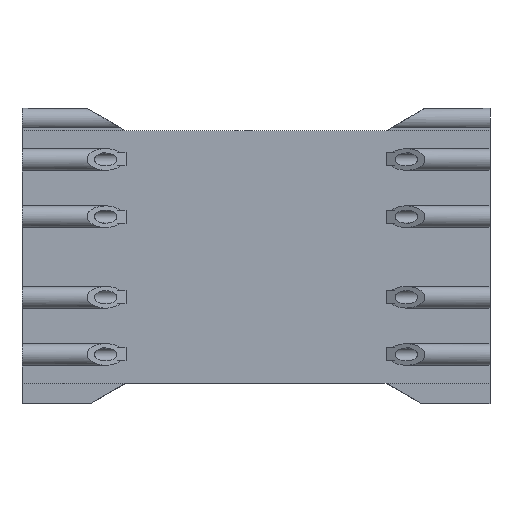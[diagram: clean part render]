
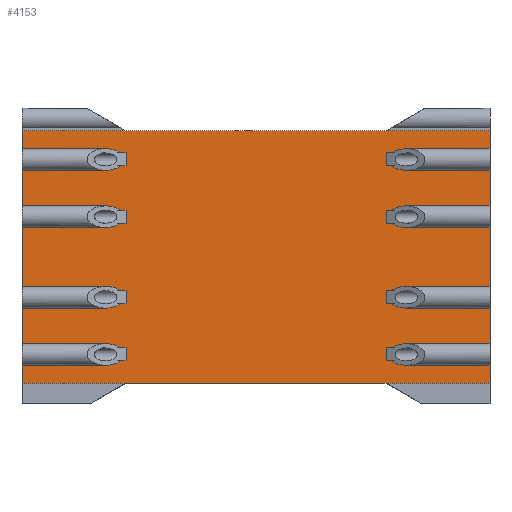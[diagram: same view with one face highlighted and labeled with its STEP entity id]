
A CAD part, front view. The second image highlights one B-rep face of the part: STEP entity #4153.
In plain terms, the highlighted planar face has unit normal (0, -1, 0).
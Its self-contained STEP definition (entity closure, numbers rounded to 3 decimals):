
#335=FACE_OUTER_BOUND('',#559,.T.);
#559=EDGE_LOOP('',(#3464,#3465,#3466,#3467,#3468,#3469,#3470,#3471,#3472,
#3473,#3474,#3475,#3476,#3477,#3478,#3479,#3480,#3481,#3482,#3483,#3484,
#3485,#3486,#3487,#3488,#3489,#3490,#3491,#3492,#3493,#3494,#3495,#3496,
#3497,#3498,#3499));
#676=LINE('',#5670,#1149);
#679=LINE('',#5681,#1152);
#682=LINE('',#5692,#1155);
#685=LINE('',#5703,#1158);
#689=LINE('',#5717,#1162);
#692=LINE('',#5728,#1165);
#695=LINE('',#5739,#1168);
#698=LINE('',#5750,#1171);
#749=LINE('',#5894,#1222);
#751=LINE('',#5901,#1224);
#755=LINE('',#5908,#1228);
#757=LINE('',#5915,#1230);
#761=LINE('',#5922,#1234);
#763=LINE('',#5929,#1236);
#767=LINE('',#5936,#1240);
#769=LINE('',#5943,#1242);
#914=LINE('',#6353,#1387);
#1068=LINE('',#6729,#1541);
#1070=LINE('',#6736,#1543);
#1074=LINE('',#6743,#1547);
#1076=LINE('',#6750,#1549);
#1080=LINE('',#6757,#1553);
#1082=LINE('',#6764,#1555);
#1086=LINE('',#6771,#1559);
#1088=LINE('',#6778,#1561);
#1090=LINE('',#6783,#1563);
#1091=LINE('',#6784,#1564);
#1092=LINE('',#6785,#1565);
#1093=LINE('',#6786,#1566);
#1094=LINE('',#6787,#1567);
#1095=LINE('',#6788,#1568);
#1096=LINE('',#6789,#1569);
#1097=LINE('',#6790,#1570);
#1098=LINE('',#6791,#1571);
#1099=LINE('',#6792,#1572);
#1100=LINE('',#6793,#1573);
#1149=VECTOR('',#4530,10.);
#1152=VECTOR('',#4539,10.);
#1155=VECTOR('',#4548,10.);
#1158=VECTOR('',#4557,10.);
#1162=VECTOR('',#4569,10.);
#1165=VECTOR('',#4578,10.);
#1168=VECTOR('',#4587,10.);
#1171=VECTOR('',#4596,10.);
#1222=VECTOR('',#4715,10.);
#1224=VECTOR('',#4723,10.);
#1228=VECTOR('',#4729,10.);
#1230=VECTOR('',#4737,10.);
#1234=VECTOR('',#4743,10.);
#1236=VECTOR('',#4751,10.);
#1240=VECTOR('',#4757,10.);
#1242=VECTOR('',#4765,10.);
#1387=VECTOR('',#5136,10.);
#1541=VECTOR('',#5490,10.);
#1543=VECTOR('',#5498,10.);
#1547=VECTOR('',#5504,10.);
#1549=VECTOR('',#5512,10.);
#1553=VECTOR('',#5518,10.);
#1555=VECTOR('',#5526,10.);
#1559=VECTOR('',#5532,10.);
#1561=VECTOR('',#5540,10.);
#1563=VECTOR('',#5544,10.);
#1564=VECTOR('',#5545,10.);
#1565=VECTOR('',#5546,10.);
#1566=VECTOR('',#5547,10.);
#1567=VECTOR('',#5548,10.);
#1568=VECTOR('',#5549,10.);
#1569=VECTOR('',#5550,10.);
#1570=VECTOR('',#5551,10.);
#1571=VECTOR('',#5552,10.);
#1572=VECTOR('',#5553,10.);
#1573=VECTOR('',#5554,10.);
#1621=VERTEX_POINT('',#5666);
#1623=VERTEX_POINT('',#5669);
#1626=VERTEX_POINT('',#5677);
#1628=VERTEX_POINT('',#5680);
#1631=VERTEX_POINT('',#5688);
#1633=VERTEX_POINT('',#5691);
#1636=VERTEX_POINT('',#5699);
#1638=VERTEX_POINT('',#5702);
#1642=VERTEX_POINT('',#5711);
#1644=VERTEX_POINT('',#5715);
#1647=VERTEX_POINT('',#5722);
#1649=VERTEX_POINT('',#5726);
#1652=VERTEX_POINT('',#5733);
#1654=VERTEX_POINT('',#5737);
#1657=VERTEX_POINT('',#5744);
#1659=VERTEX_POINT('',#5748);
#1718=VERTEX_POINT('',#5892);
#1720=VERTEX_POINT('',#5900);
#1722=VERTEX_POINT('',#5906);
#1724=VERTEX_POINT('',#5914);
#1726=VERTEX_POINT('',#5920);
#1728=VERTEX_POINT('',#5928);
#1730=VERTEX_POINT('',#5934);
#1732=VERTEX_POINT('',#5942);
#1883=VERTEX_POINT('',#6350);
#1884=VERTEX_POINT('',#6352);
#1979=VERTEX_POINT('',#6727);
#1981=VERTEX_POINT('',#6735);
#1983=VERTEX_POINT('',#6741);
#1985=VERTEX_POINT('',#6749);
#1987=VERTEX_POINT('',#6755);
#1989=VERTEX_POINT('',#6763);
#1991=VERTEX_POINT('',#6769);
#1993=VERTEX_POINT('',#6777);
#1994=VERTEX_POINT('',#6781);
#1995=VERTEX_POINT('',#6782);
#2019=EDGE_CURVE('',#1621,#1623,#676,.T.);
#2024=EDGE_CURVE('',#1626,#1628,#679,.T.);
#2029=EDGE_CURVE('',#1631,#1633,#682,.T.);
#2034=EDGE_CURVE('',#1636,#1638,#685,.T.);
#2041=EDGE_CURVE('',#1642,#1644,#689,.T.);
#2046=EDGE_CURVE('',#1647,#1649,#692,.T.);
#2051=EDGE_CURVE('',#1652,#1654,#695,.T.);
#2056=EDGE_CURVE('',#1657,#1659,#698,.T.);
#2124=EDGE_CURVE('',#1636,#1718,#749,.T.);
#2127=EDGE_CURVE('',#1638,#1720,#751,.T.);
#2131=EDGE_CURVE('',#1631,#1722,#755,.T.);
#2134=EDGE_CURVE('',#1633,#1724,#757,.T.);
#2138=EDGE_CURVE('',#1626,#1726,#761,.T.);
#2141=EDGE_CURVE('',#1628,#1728,#763,.T.);
#2145=EDGE_CURVE('',#1621,#1730,#767,.T.);
#2148=EDGE_CURVE('',#1623,#1732,#769,.T.);
#2345=EDGE_CURVE('',#1884,#1883,#914,.T.);
#2527=EDGE_CURVE('',#1979,#1644,#1068,.T.);
#2530=EDGE_CURVE('',#1981,#1642,#1070,.T.);
#2534=EDGE_CURVE('',#1983,#1649,#1074,.T.);
#2537=EDGE_CURVE('',#1985,#1647,#1076,.T.);
#2541=EDGE_CURVE('',#1987,#1654,#1080,.T.);
#2544=EDGE_CURVE('',#1989,#1652,#1082,.T.);
#2548=EDGE_CURVE('',#1991,#1659,#1086,.T.);
#2551=EDGE_CURVE('',#1993,#1657,#1088,.T.);
#2553=EDGE_CURVE('',#1994,#1995,#1090,.T.);
#2554=EDGE_CURVE('',#1993,#1994,#1091,.T.);
#2555=EDGE_CURVE('',#1989,#1991,#1092,.T.);
#2556=EDGE_CURVE('',#1987,#1985,#1093,.T.);
#2557=EDGE_CURVE('',#1981,#1983,#1094,.T.);
#2558=EDGE_CURVE('',#1884,#1979,#1095,.T.);
#2559=EDGE_CURVE('',#1732,#1883,#1096,.T.);
#2560=EDGE_CURVE('',#1728,#1730,#1097,.T.);
#2561=EDGE_CURVE('',#1724,#1726,#1098,.T.);
#2562=EDGE_CURVE('',#1720,#1722,#1099,.T.);
#2563=EDGE_CURVE('',#1995,#1718,#1100,.T.);
#3464=ORIENTED_EDGE('',*,*,#2553,.F.);
#3465=ORIENTED_EDGE('',*,*,#2554,.F.);
#3466=ORIENTED_EDGE('',*,*,#2551,.T.);
#3467=ORIENTED_EDGE('',*,*,#2056,.T.);
#3468=ORIENTED_EDGE('',*,*,#2548,.F.);
#3469=ORIENTED_EDGE('',*,*,#2555,.F.);
#3470=ORIENTED_EDGE('',*,*,#2544,.T.);
#3471=ORIENTED_EDGE('',*,*,#2051,.T.);
#3472=ORIENTED_EDGE('',*,*,#2541,.F.);
#3473=ORIENTED_EDGE('',*,*,#2556,.T.);
#3474=ORIENTED_EDGE('',*,*,#2537,.T.);
#3475=ORIENTED_EDGE('',*,*,#2046,.T.);
#3476=ORIENTED_EDGE('',*,*,#2534,.F.);
#3477=ORIENTED_EDGE('',*,*,#2557,.F.);
#3478=ORIENTED_EDGE('',*,*,#2530,.T.);
#3479=ORIENTED_EDGE('',*,*,#2041,.T.);
#3480=ORIENTED_EDGE('',*,*,#2527,.F.);
#3481=ORIENTED_EDGE('',*,*,#2558,.F.);
#3482=ORIENTED_EDGE('',*,*,#2345,.T.);
#3483=ORIENTED_EDGE('',*,*,#2559,.F.);
#3484=ORIENTED_EDGE('',*,*,#2148,.F.);
#3485=ORIENTED_EDGE('',*,*,#2019,.F.);
#3486=ORIENTED_EDGE('',*,*,#2145,.T.);
#3487=ORIENTED_EDGE('',*,*,#2560,.F.);
#3488=ORIENTED_EDGE('',*,*,#2141,.F.);
#3489=ORIENTED_EDGE('',*,*,#2024,.F.);
#3490=ORIENTED_EDGE('',*,*,#2138,.T.);
#3491=ORIENTED_EDGE('',*,*,#2561,.F.);
#3492=ORIENTED_EDGE('',*,*,#2134,.F.);
#3493=ORIENTED_EDGE('',*,*,#2029,.F.);
#3494=ORIENTED_EDGE('',*,*,#2131,.T.);
#3495=ORIENTED_EDGE('',*,*,#2562,.F.);
#3496=ORIENTED_EDGE('',*,*,#2127,.F.);
#3497=ORIENTED_EDGE('',*,*,#2034,.F.);
#3498=ORIENTED_EDGE('',*,*,#2124,.T.);
#3499=ORIENTED_EDGE('',*,*,#2563,.F.);
#3952=PLANE('',#4493);
#4153=ADVANCED_FACE('',(#335),#3952,.T.);
#4493=AXIS2_PLACEMENT_3D('',#6780,#5542,#5543);
#4530=DIRECTION('',(0.,0.,-1.));
#4539=DIRECTION('',(0.,0.,-1.));
#4548=DIRECTION('',(0.,0.,-1.));
#4557=DIRECTION('',(0.,0.,-1.));
#4569=DIRECTION('',(0.,0.,-1.));
#4578=DIRECTION('',(0.,0.,-1.));
#4587=DIRECTION('',(0.,0.,-1.));
#4596=DIRECTION('',(0.,0.,-1.));
#4715=DIRECTION('',(1.,0.,0.));
#4723=DIRECTION('',(1.,0.,0.));
#4729=DIRECTION('',(1.,0.,0.));
#4737=DIRECTION('',(1.,0.,0.));
#4743=DIRECTION('',(1.,0.,0.));
#4751=DIRECTION('',(1.,0.,0.));
#4757=DIRECTION('',(1.,0.,0.));
#4765=DIRECTION('',(1.,0.,0.));
#5136=DIRECTION('',(1.,0.,0.));
#5490=DIRECTION('',(1.,0.,0.));
#5498=DIRECTION('',(1.,0.,0.));
#5504=DIRECTION('',(1.,0.,0.));
#5512=DIRECTION('',(1.,0.,0.));
#5518=DIRECTION('',(1.,0.,0.));
#5526=DIRECTION('',(1.,0.,0.));
#5532=DIRECTION('',(1.,0.,0.));
#5540=DIRECTION('',(1.,0.,0.));
#5542=DIRECTION('center_axis',(0.,-1.,0.));
#5543=DIRECTION('ref_axis',(0.,0.,-1.));
#5544=DIRECTION('',(1.,0.,0.));
#5545=DIRECTION('',(0.,0.,1.));
#5546=DIRECTION('',(0.,0.,1.));
#5547=DIRECTION('',(0.,0.,-1.));
#5548=DIRECTION('',(0.,0.,1.));
#5549=DIRECTION('',(0.,0.,1.));
#5550=DIRECTION('',(0.,0.,-1.));
#5551=DIRECTION('',(0.,0.,-1.));
#5552=DIRECTION('',(0.,0.,-1.));
#5553=DIRECTION('',(0.,0.,-1.));
#5554=DIRECTION('',(0.,0.,-1.));
#5666=CARTESIAN_POINT('',(70.,226.5,-4.25));
#5669=CARTESIAN_POINT('',(70.,226.5,-6.75));
#5670=CARTESIAN_POINT('',(70.,226.5,37.5));
#5677=CARTESIAN_POINT('',(70.,226.5,6.75));
#5680=CARTESIAN_POINT('',(70.,226.5,4.25));
#5681=CARTESIAN_POINT('',(70.,226.5,37.5));
#5688=CARTESIAN_POINT('',(70.,226.5,22.25));
#5691=CARTESIAN_POINT('',(70.,226.5,19.75));
#5692=CARTESIAN_POINT('',(70.,226.5,37.5));
#5699=CARTESIAN_POINT('',(70.,226.5,33.25));
#5702=CARTESIAN_POINT('',(70.,226.5,30.75));
#5703=CARTESIAN_POINT('',(70.,226.5,37.5));
#5711=CARTESIAN_POINT('',(20.,226.5,-4.25));
#5715=CARTESIAN_POINT('',(20.,226.5,-6.75));
#5717=CARTESIAN_POINT('',(20.,226.5,37.5));
#5722=CARTESIAN_POINT('',(20.,226.5,6.75));
#5726=CARTESIAN_POINT('',(20.,226.5,4.25));
#5728=CARTESIAN_POINT('',(20.,226.5,37.5));
#5733=CARTESIAN_POINT('',(20.,226.5,22.25));
#5737=CARTESIAN_POINT('',(20.,226.5,19.75));
#5739=CARTESIAN_POINT('',(20.,226.5,37.5));
#5744=CARTESIAN_POINT('',(20.,226.5,33.25));
#5748=CARTESIAN_POINT('',(20.,226.5,30.75));
#5750=CARTESIAN_POINT('',(20.,226.5,37.5));
#5892=CARTESIAN_POINT('',(90.,226.5,33.25));
#5894=CARTESIAN_POINT('',(0.,226.5,33.25));
#5900=CARTESIAN_POINT('',(90.,226.5,30.75));
#5901=CARTESIAN_POINT('',(0.,226.5,30.75));
#5906=CARTESIAN_POINT('',(90.,226.5,22.25));
#5908=CARTESIAN_POINT('',(0.,226.5,22.25));
#5914=CARTESIAN_POINT('',(90.,226.5,19.75));
#5915=CARTESIAN_POINT('',(0.,226.5,19.75));
#5920=CARTESIAN_POINT('',(90.,226.5,6.75));
#5922=CARTESIAN_POINT('',(0.,226.5,6.75));
#5928=CARTESIAN_POINT('',(90.,226.5,4.25));
#5929=CARTESIAN_POINT('',(0.,226.5,4.25));
#5934=CARTESIAN_POINT('',(90.,226.5,-4.25));
#5936=CARTESIAN_POINT('',(0.,226.5,-4.25));
#5942=CARTESIAN_POINT('',(90.,226.5,-6.75));
#5943=CARTESIAN_POINT('',(0.,226.5,-6.75));
#6350=CARTESIAN_POINT('',(90.,226.5,-11.));
#6352=CARTESIAN_POINT('',(0.,226.5,-11.));
#6353=CARTESIAN_POINT('',(0.,226.5,-11.));
#6727=CARTESIAN_POINT('',(0.,226.5,-6.75));
#6729=CARTESIAN_POINT('',(0.,226.5,-6.75));
#6735=CARTESIAN_POINT('',(0.,226.5,-4.25));
#6736=CARTESIAN_POINT('',(0.,226.5,-4.25));
#6741=CARTESIAN_POINT('',(0.,226.5,4.25));
#6743=CARTESIAN_POINT('',(0.,226.5,4.25));
#6749=CARTESIAN_POINT('',(0.,226.5,6.75));
#6750=CARTESIAN_POINT('',(0.,226.5,6.75));
#6755=CARTESIAN_POINT('',(0.,226.5,19.75));
#6757=CARTESIAN_POINT('',(0.,226.5,19.75));
#6763=CARTESIAN_POINT('',(0.,226.5,22.25));
#6764=CARTESIAN_POINT('',(0.,226.5,22.25));
#6769=CARTESIAN_POINT('',(0.,226.5,30.75));
#6771=CARTESIAN_POINT('',(0.,226.5,30.75));
#6777=CARTESIAN_POINT('',(0.,226.5,33.25));
#6778=CARTESIAN_POINT('',(0.,226.5,33.25));
#6780=CARTESIAN_POINT('Origin',(0.,226.5,37.5));
#6781=CARTESIAN_POINT('',(0.,226.5,37.5));
#6782=CARTESIAN_POINT('',(90.,226.5,37.5));
#6783=CARTESIAN_POINT('',(0.,226.5,37.5));
#6784=CARTESIAN_POINT('',(0.,226.5,33.25));
#6785=CARTESIAN_POINT('',(0.,226.5,22.25));
#6786=CARTESIAN_POINT('',(0.,226.5,19.75));
#6787=CARTESIAN_POINT('',(0.,226.5,-4.25));
#6788=CARTESIAN_POINT('',(0.,226.5,-11.));
#6789=CARTESIAN_POINT('',(90.,226.5,-11.));
#6790=CARTESIAN_POINT('',(90.,226.5,-4.25));
#6791=CARTESIAN_POINT('',(90.,226.5,19.75));
#6792=CARTESIAN_POINT('',(90.,226.5,22.25));
#6793=CARTESIAN_POINT('',(90.,226.5,33.25));
